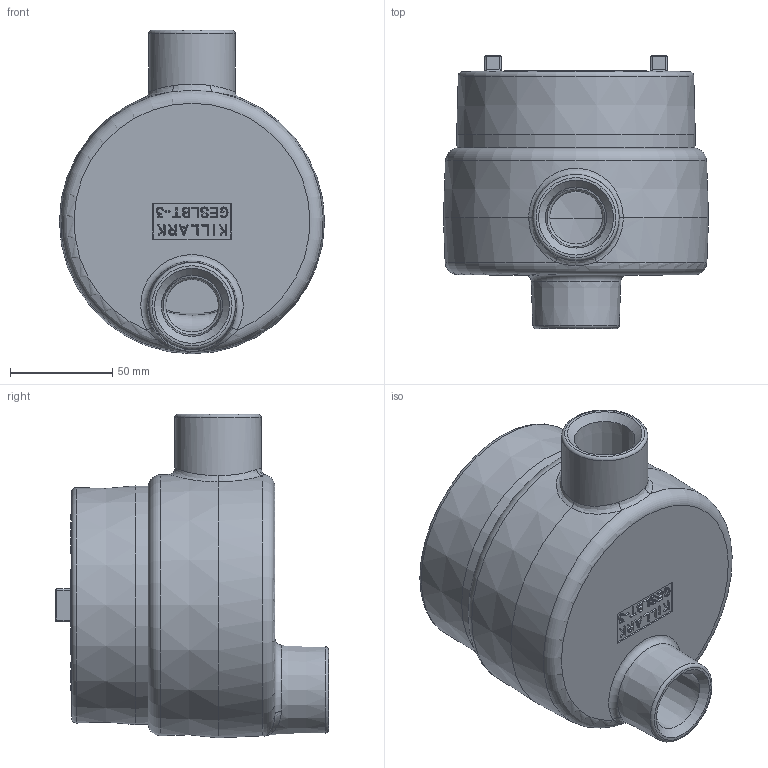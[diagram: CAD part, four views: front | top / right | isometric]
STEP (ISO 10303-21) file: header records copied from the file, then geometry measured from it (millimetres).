
FILE_DESCRIPTION(/* description */ (''),/* implementation_level */ '2;1');
FILE_NAME(/* name */ 'KIL_GESLBT-3.stp',/* time_stamp */ '2021-05-10T21:16:40+06:00',/* author */ ('lsugumaran'),/* organization */ (''),/* preprocessor_version */ 'ST-DEVELOPER v18',/* originating_system */ 'Autodesk Inventor 2020',/* authorisation */ '');
FILE_SCHEMA (('AUTOMOTIVE_DESIGN { 1 0 10303 214 3 1 1 }'));
Products named in the file (3): GEJET-5; 0072310M; 0072200M
Assembly tree (2 placements, depth 2):
  GEJET-5
    0072310M
    0072200M
Bounding box: 129.38 x 133.35 x 157.96 mm (x, y, z)
Volume: 547860.6 mm3; surface area: 141617.1 mm2
Topology: 2 solids, 2 shells, 4678 faces, 12722 edges, 8464 vertices
Faces by surface type: plane 2834, bspline 1658, cylinder 93, cone 66, torus 17, sphere 10
Full cylindrical faces by diameter (mm): 1.181 x1, 1.41 x1, 4.978 x1, 10.35 x1, 12.7 x1, 25.73 x2, 42.069 x1, 98.044 x1, 98.222 x1, 101.597 x1, 103.048 x1
Entity records: 180047 total; most frequent: CARTESIAN_POINT 73281, ORIENTED_EDGE 25442, DIRECTION 15603, EDGE_CURVE 12721, LINE 8745, VECTOR 8745, VERTEX_POINT 8464, EDGE_LOOP 5099
